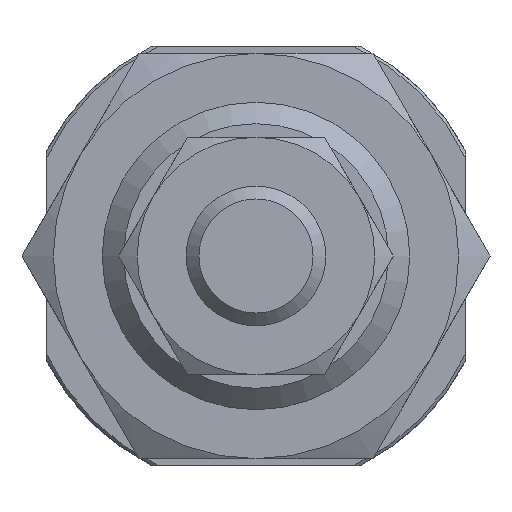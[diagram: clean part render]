
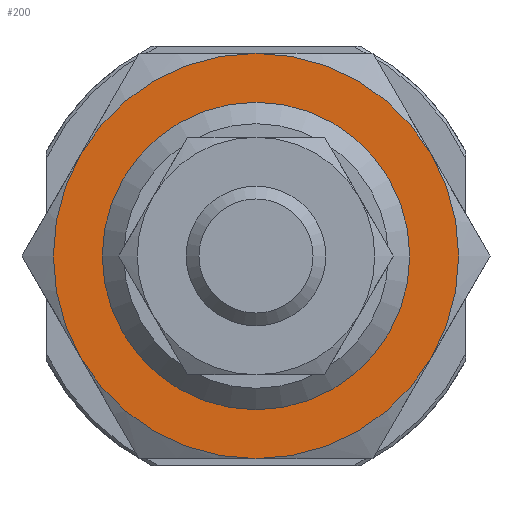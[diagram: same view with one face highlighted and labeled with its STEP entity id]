
A CAD part, left-side view. The second image highlights one B-rep face of the part: STEP entity #200.
In plain terms, the highlighted planar face has unit normal (-1, 0, 0).
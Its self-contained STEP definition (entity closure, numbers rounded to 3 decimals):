
#200 = ADVANCED_FACE( '', ( #376, #377 ), #378, .F. );
#376 = FACE_OUTER_BOUND( '', #678, .T. );
#377 = FACE_BOUND( '', #679, .T. );
#378 = PLANE( '', #680 );
#678 = EDGE_LOOP( '', ( #1118, #1119, #1120, #1121, #1122, #1123 ) );
#679 = EDGE_LOOP( '', ( #1124 ) );
#680 = AXIS2_PLACEMENT_3D( '', #1125, #1126, #1127 );
#1118 = ORIENTED_EDGE( '', *, *, #1909, .F. );
#1119 = ORIENTED_EDGE( '', *, *, #1879, .F. );
#1120 = ORIENTED_EDGE( '', *, *, #1910, .F. );
#1121 = ORIENTED_EDGE( '', *, *, #1908, .F. );
#1122 = ORIENTED_EDGE( '', *, *, #1911, .F. );
#1123 = ORIENTED_EDGE( '', *, *, #1912, .F. );
#1124 = ORIENTED_EDGE( '', *, *, #1913, .T. );
#1125 = CARTESIAN_POINT( '', ( -11., 0., 0. ) );
#1126 = DIRECTION( '', ( 1., 0., 0. ) );
#1127 = DIRECTION( '', ( 0., 0., -1. ) );
#1879 = EDGE_CURVE( '', #2206, #2204, #2208, .T. );
#1908 = EDGE_CURVE( '', #2228, #2222, #2258, .T. );
#1909 = EDGE_CURVE( '', #2204, #2259, #2260, .T. );
#1910 = EDGE_CURVE( '', #2222, #2206, #2261, .T. );
#1911 = EDGE_CURVE( '', #2194, #2228, #2262, .T. );
#1912 = EDGE_CURVE( '', #2259, #2194, #2263, .T. );
#1913 = EDGE_CURVE( '', #2264, #2264, #2265, .T. );
#2194 = VERTEX_POINT( '', #2816 );
#2204 = VERTEX_POINT( '', #2843 );
#2206 = VERTEX_POINT( '', #2850 );
#2208 = CIRCLE( '', #2859, 14.5 );
#2222 = VERTEX_POINT( '', #2892 );
#2228 = VERTEX_POINT( '', #2912 );
#2258 = CIRCLE( '', #2958, 14.5 );
#2259 = VERTEX_POINT( '', #2959 );
#2260 = CIRCLE( '', #2960, 14.5 );
#2261 = CIRCLE( '', #2961, 14.5 );
#2262 = CIRCLE( '', #2962, 14.5 );
#2263 = CIRCLE( '', #2963, 14.5 );
#2264 = VERTEX_POINT( '', #2964 );
#2265 = CIRCLE( '', #2965, 11. );
#2816 = CARTESIAN_POINT( '', ( -11., 0., 14.5 ) );
#2843 = CARTESIAN_POINT( '', ( -11., 12.557, -7.25 ) );
#2850 = CARTESIAN_POINT( '', ( -11., 0., -14.5 ) );
#2859 = AXIS2_PLACEMENT_3D( '', #3565, #3566, #3567 );
#2892 = CARTESIAN_POINT( '', ( -11., -12.557, -7.25 ) );
#2912 = CARTESIAN_POINT( '', ( -11., -12.557, 7.25 ) );
#2958 = AXIS2_PLACEMENT_3D( '', #3612, #3613, #3614 );
#2959 = CARTESIAN_POINT( '', ( -11., 12.557, 7.25 ) );
#2960 = AXIS2_PLACEMENT_3D( '', #3615, #3616, #3617 );
#2961 = AXIS2_PLACEMENT_3D( '', #3618, #3619, #3620 );
#2962 = AXIS2_PLACEMENT_3D( '', #3621, #3622, #3623 );
#2963 = AXIS2_PLACEMENT_3D( '', #3624, #3625, #3626 );
#2964 = CARTESIAN_POINT( '', ( -11., 0., -11. ) );
#2965 = AXIS2_PLACEMENT_3D( '', #3627, #3628, #3629 );
#3565 = CARTESIAN_POINT( '', ( -11., 0., 0. ) );
#3566 = DIRECTION( '', ( 1., 0., 0. ) );
#3567 = DIRECTION( '', ( 0., 0., -1. ) );
#3612 = CARTESIAN_POINT( '', ( -11., 0., 0. ) );
#3613 = DIRECTION( '', ( 1., 0., 0. ) );
#3614 = DIRECTION( '', ( 0., 0., -1. ) );
#3615 = CARTESIAN_POINT( '', ( -11., 0., 0. ) );
#3616 = DIRECTION( '', ( 1., 0., 0. ) );
#3617 = DIRECTION( '', ( 0., 0., -1. ) );
#3618 = CARTESIAN_POINT( '', ( -11., 0., 0. ) );
#3619 = DIRECTION( '', ( 1., 0., 0. ) );
#3620 = DIRECTION( '', ( 0., 0., -1. ) );
#3621 = CARTESIAN_POINT( '', ( -11., 0., 0. ) );
#3622 = DIRECTION( '', ( 1., 0., 0. ) );
#3623 = DIRECTION( '', ( 0., 0., -1. ) );
#3624 = CARTESIAN_POINT( '', ( -11., 0., 0. ) );
#3625 = DIRECTION( '', ( 1., 0., 0. ) );
#3626 = DIRECTION( '', ( 0., 0., -1. ) );
#3627 = CARTESIAN_POINT( '', ( -11., 0., 0. ) );
#3628 = DIRECTION( '', ( 1., 0., 0. ) );
#3629 = DIRECTION( '', ( 0., 0., -1. ) );
